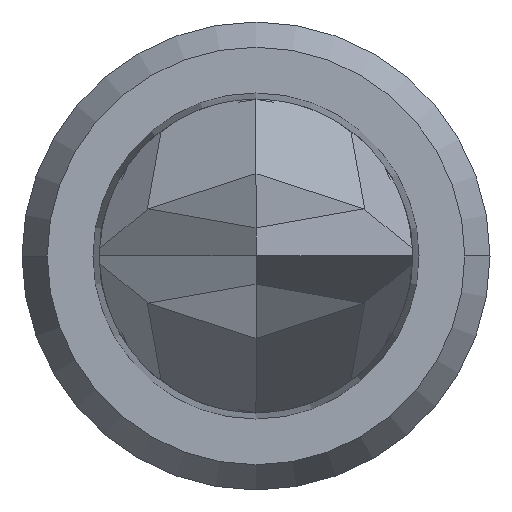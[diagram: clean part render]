
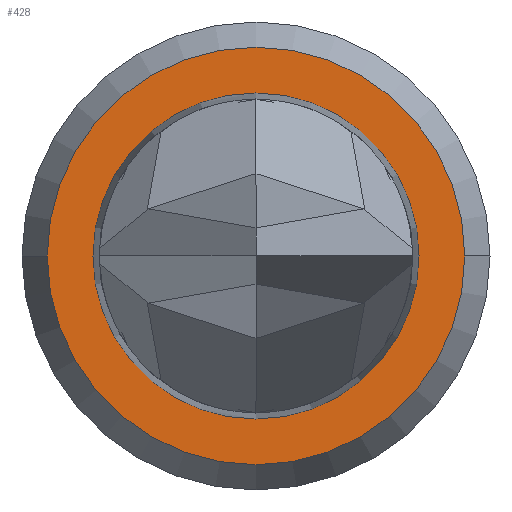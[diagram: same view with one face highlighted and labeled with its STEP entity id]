
A CAD part, left-side view. The second image highlights one B-rep face of the part: STEP entity #428.
In plain terms, the highlighted planar face has unit normal (-1, 0, 0).
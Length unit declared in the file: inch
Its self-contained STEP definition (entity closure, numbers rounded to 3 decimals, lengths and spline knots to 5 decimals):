
#20 = VERTEX_POINT ( 'NONE', #1233 ) ;
#38 = VERTEX_POINT ( 'NONE', #1292 ) ;
#116 = VERTEX_POINT ( 'NONE', #836 ) ;
#197 = CIRCLE ( 'NONE', #1327, 0.024 ) ;
#214 = ORIENTED_EDGE ( 'NONE', *, *, #928, .F. ) ;
#233 = DIRECTION ( 'NONE',  ( 1., 0., 0. ) ) ;
#273 = AXIS2_PLACEMENT_3D ( 'NONE', #1461, #1266, #1382 ) ;
#281 = ORIENTED_EDGE ( 'NONE', *, *, #708, .F. ) ;
#374 = VERTEX_POINT ( 'NONE', #1107 ) ;
#428 = ADVANCED_FACE ( 'NONE', ( #1340, #1482 ), #1097, .T. ) ;
#457 = CARTESIAN_POINT ( 'NONE',  ( 0., 0., 0. ) ) ;
#463 = DIRECTION ( 'NONE',  ( 1., 0., 0. ) ) ;
#470 = DIRECTION ( 'NONE',  ( 0., 1., 0. ) ) ;
#471 = ORIENTED_EDGE ( 'NONE', *, *, #813, .T. ) ;
#551 = DIRECTION ( 'NONE',  ( 0., -1., 0. ) ) ;
#562 = ORIENTED_EDGE ( 'NONE', *, *, #1165, .T. ) ;
#641 = AXIS2_PLACEMENT_3D ( 'NONE', #972, #977, #551 ) ;
#678 = EDGE_LOOP ( 'NONE', ( #214, #281 ) ) ;
#708 = EDGE_CURVE ( 'NONE', #374, #20, #1054, .T. ) ;
#758 = CIRCLE ( 'NONE', #1215, 0.01874 ) ;
#813 = EDGE_CURVE ( 'NONE', #116, #38, #758, .T. ) ;
#818 = DIRECTION ( 'NONE',  ( 0., -1., 0. ) ) ;
#836 = CARTESIAN_POINT ( 'NONE',  ( 0., 0., 0.01874 ) ) ;
#900 = AXIS2_PLACEMENT_3D ( 'NONE', #1316, #1312, #1306 ) ;
#928 = EDGE_CURVE ( 'NONE', #20, #374, #197, .T. ) ;
#939 = CARTESIAN_POINT ( 'NONE',  ( 0., 0., 0. ) ) ;
#972 = CARTESIAN_POINT ( 'NONE',  ( 0., 0.024, 0. ) ) ;
#977 = DIRECTION ( 'NONE',  ( -1., 0., 0. ) ) ;
#1002 = CIRCLE ( 'NONE', #273, 0.01874 ) ;
#1054 = CIRCLE ( 'NONE', #900, 0.024 ) ;
#1097 = PLANE ( 'NONE',  #641 ) ;
#1107 = CARTESIAN_POINT ( 'NONE',  ( 0., -0.024, 0. ) ) ;
#1165 = EDGE_CURVE ( 'NONE', #38, #116, #1002, .T. ) ;
#1215 = AXIS2_PLACEMENT_3D ( 'NONE', #939, #233, #818 ) ;
#1233 = CARTESIAN_POINT ( 'NONE',  ( 0., 0.024, 0. ) ) ;
#1266 = DIRECTION ( 'NONE',  ( 1., 0., 0. ) ) ;
#1292 = CARTESIAN_POINT ( 'NONE',  ( 0., 0., -0.01874 ) ) ;
#1306 = DIRECTION ( 'NONE',  ( 0., 1., 0. ) ) ;
#1312 = DIRECTION ( 'NONE',  ( 1., 0., 0. ) ) ;
#1316 = CARTESIAN_POINT ( 'NONE',  ( 0., 0., 0. ) ) ;
#1326 = EDGE_LOOP ( 'NONE', ( #562, #471 ) ) ;
#1327 = AXIS2_PLACEMENT_3D ( 'NONE', #457, #463, #470 ) ;
#1340 = FACE_BOUND ( 'NONE', #1326, .T. ) ;
#1382 = DIRECTION ( 'NONE',  ( 0., -1., 0. ) ) ;
#1461 = CARTESIAN_POINT ( 'NONE',  ( 0., 0., 0. ) ) ;
#1482 = FACE_OUTER_BOUND ( 'NONE', #678, .T. ) ;
